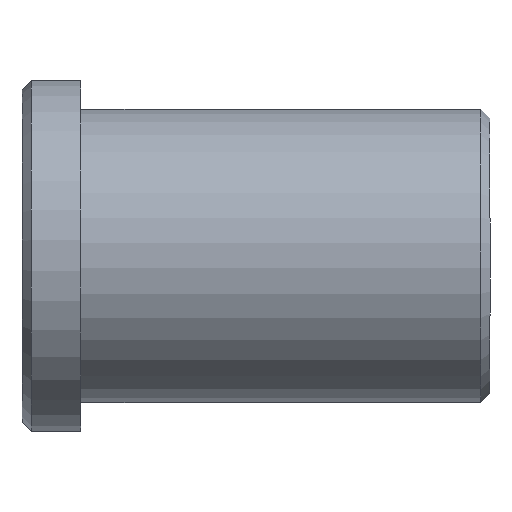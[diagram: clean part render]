
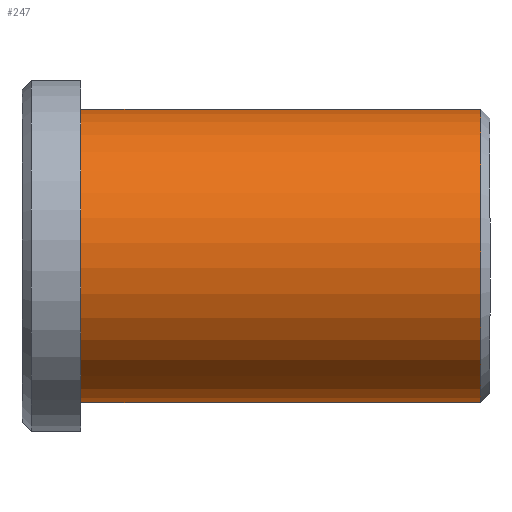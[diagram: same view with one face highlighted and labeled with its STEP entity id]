
A CAD part, front view. The second image highlights one B-rep face of the part: STEP entity #247.
In plain terms, the highlighted cylindrical face has radius 4 mm (diameter 8 mm), a partial arc.
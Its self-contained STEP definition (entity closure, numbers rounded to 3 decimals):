
#22=CYLINDRICAL_SURFACE('',#275,4.);
#32=FACE_OUTER_BOUND('',#49,.T.);
#49=EDGE_LOOP('',(#186,#187,#188,#189));
#74=LINE('',#433,#88);
#75=LINE('',#436,#89);
#88=VECTOR('',#340,10.863);
#89=VECTOR('',#343,10.863);
#95=CIRCLE('',#266,4.);
#101=CIRCLE('',#276,4.);
#118=VERTEX_POINT('',#402);
#119=VERTEX_POINT('',#404);
#130=VERTEX_POINT('',#432);
#131=VERTEX_POINT('',#434);
#138=EDGE_CURVE('',#119,#118,#95,.T.);
#151=EDGE_CURVE('',#118,#130,#74,.T.);
#152=EDGE_CURVE('',#131,#130,#101,.T.);
#153=EDGE_CURVE('',#119,#131,#75,.T.);
#186=ORIENTED_EDGE('',*,*,#138,.T.);
#187=ORIENTED_EDGE('',*,*,#151,.T.);
#188=ORIENTED_EDGE('',*,*,#152,.F.);
#189=ORIENTED_EDGE('',*,*,#153,.F.);
#247=ADVANCED_FACE('',(#32),#22,.T.);
#266=AXIS2_PLACEMENT_3D('',#405,#313,#314);
#275=AXIS2_PLACEMENT_3D('',#431,#338,#339);
#276=AXIS2_PLACEMENT_3D('',#435,#341,#342);
#313=DIRECTION('center_axis',(-1.,0.,0.));
#314=DIRECTION('ref_axis',(0.,-0.09,-0.996));
#338=DIRECTION('center_axis',(-1.,0.,0.));
#339=DIRECTION('ref_axis',(0.,-0.09,-0.996));
#340=DIRECTION('',(-1.,0.,0.));
#341=DIRECTION('center_axis',(-1.,0.,0.));
#342=DIRECTION('ref_axis',(0.,-0.09,-0.996));
#343=DIRECTION('',(-1.,0.,0.));
#402=CARTESIAN_POINT('',(97.938,-21.899,-430.538));
#404=CARTESIAN_POINT('',(97.938,-22.618,-438.505));
#405=CARTESIAN_POINT('Origin',(97.938,-22.258,-434.522));
#431=CARTESIAN_POINT('Origin',(85.476,-22.258,-434.522));
#432=CARTESIAN_POINT('',(87.076,-21.899,-430.538));
#433=CARTESIAN_POINT('',(85.476,-21.899,-430.538));
#434=CARTESIAN_POINT('',(87.076,-22.618,-438.505));
#435=CARTESIAN_POINT('Origin',(87.076,-22.258,-434.522));
#436=CARTESIAN_POINT('',(85.476,-22.618,-438.505));
